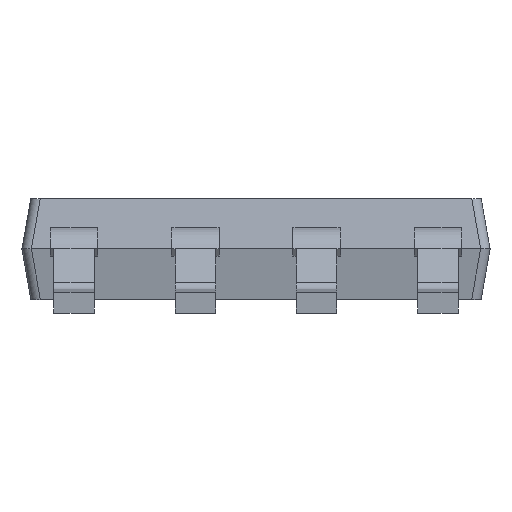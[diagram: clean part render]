
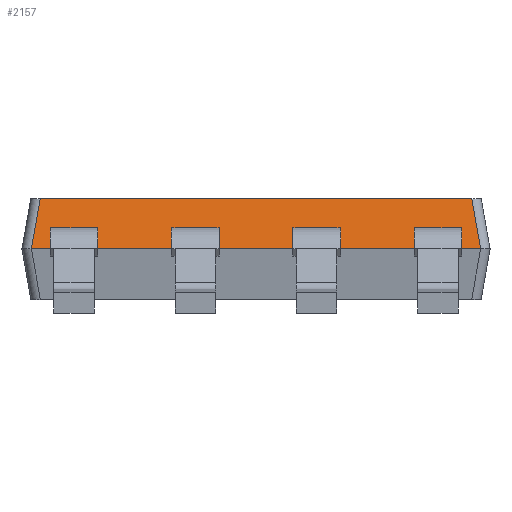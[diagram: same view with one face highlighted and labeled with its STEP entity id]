
A CAD part, top view. The second image highlights one B-rep face of the part: STEP entity #2157.
In plain terms, the highlighted planar face has unit normal (0, 0.174, 0.985).
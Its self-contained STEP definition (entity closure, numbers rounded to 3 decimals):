
#80 = ORIENTED_EDGE ( 'NONE', *, *, #494, .T. ) ;
#173 = ORIENTED_EDGE ( 'NONE', *, *, #1387, .T. ) ;
#220 = VECTOR ( 'NONE', #1983, 1000. ) ;
#243 = DIRECTION ( 'NONE',  ( 0., -0.985, 0.174 ) ) ;
#463 = CARTESIAN_POINT ( 'NONE',  ( -2.259, 1.2, 1.882 ) ) ;
#494 = EDGE_CURVE ( 'NONE', #3163, #900, #1079, .T. ) ;
#807 = AXIS2_PLACEMENT_3D ( 'NONE', #3737, #3071, #243 ) ;
#872 = EDGE_LOOP ( 'NONE', ( #80, #173, #4312, #1999 ) ) ;
#900 = VERTEX_POINT ( 'NONE', #3965 ) ;
#1079 = LINE ( 'NONE', #4055, #220 ) ;
#1108 = DIRECTION ( 'NONE',  ( 1., 0., 0. ) ) ;
#1169 = LINE ( 'NONE', #2509, #1400 ) ;
#1357 = DIRECTION ( 'NONE',  ( -0.171, 0.97, -0.171 ) ) ;
#1387 = EDGE_CURVE ( 'NONE', #900, #2253, #3192, .T. ) ;
#1400 = VECTOR ( 'NONE', #1108, 1000. ) ;
#1470 = DIRECTION ( 'NONE',  ( -0.171, -0.97, 0.171 ) ) ;
#1983 = DIRECTION ( 'NONE',  ( 1., 0., 0. ) ) ;
#1999 = ORIENTED_EDGE ( 'NONE', *, *, #3744, .T. ) ;
#2003 = PLANE ( 'NONE',  #807 ) ;
#2157 = ADVANCED_FACE ( 'NONE', ( #2892 ), #2003, .T. ) ;
#2253 = VERTEX_POINT ( 'NONE', #2655 ) ;
#2263 = CARTESIAN_POINT ( 'NONE',  ( -2.352, 0.675, 1.975 ) ) ;
#2484 = CARTESIAN_POINT ( 'NONE',  ( -2.211, 1.472, 1.834 ) ) ;
#2509 = CARTESIAN_POINT ( 'NONE',  ( 2.45, 1.2, 1.882 ) ) ;
#2655 = CARTESIAN_POINT ( 'NONE',  ( 2.259, 1.2, 1.882 ) ) ;
#2892 = FACE_OUTER_BOUND ( 'NONE', #872, .T. ) ;
#3035 = CARTESIAN_POINT ( 'NONE',  ( 2.354, 0.659, 1.978 ) ) ;
#3071 = DIRECTION ( 'NONE',  ( 0., 0.174, 0.985 ) ) ;
#3136 = LINE ( 'NONE', #2484, #3473 ) ;
#3147 = VERTEX_POINT ( 'NONE', #463 ) ;
#3163 = VERTEX_POINT ( 'NONE', #2263 ) ;
#3192 = LINE ( 'NONE', #3035, #3690 ) ;
#3473 = VECTOR ( 'NONE', #1470, 1000. ) ;
#3690 = VECTOR ( 'NONE', #1357, 1000. ) ;
#3722 = EDGE_CURVE ( 'NONE', #3147, #2253, #1169, .T. ) ;
#3737 = CARTESIAN_POINT ( 'NONE',  ( 2.45, 0.675, 1.975 ) ) ;
#3744 = EDGE_CURVE ( 'NONE', #3147, #3163, #3136, .T. ) ;
#3965 = CARTESIAN_POINT ( 'NONE',  ( 2.352, 0.675, 1.975 ) ) ;
#4055 = CARTESIAN_POINT ( 'NONE',  ( 2.45, 0.675, 1.975 ) ) ;
#4312 = ORIENTED_EDGE ( 'NONE', *, *, #3722, .F. ) ;
